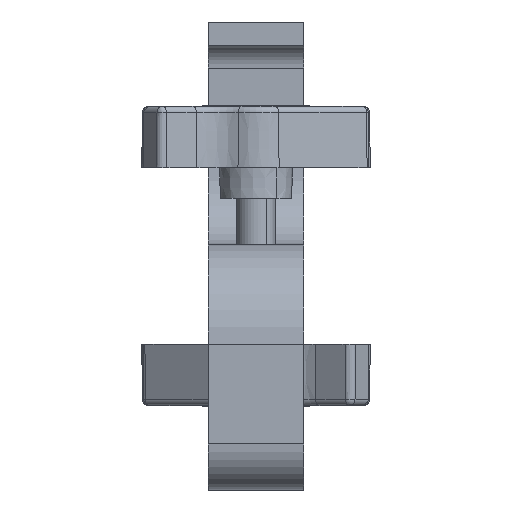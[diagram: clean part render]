
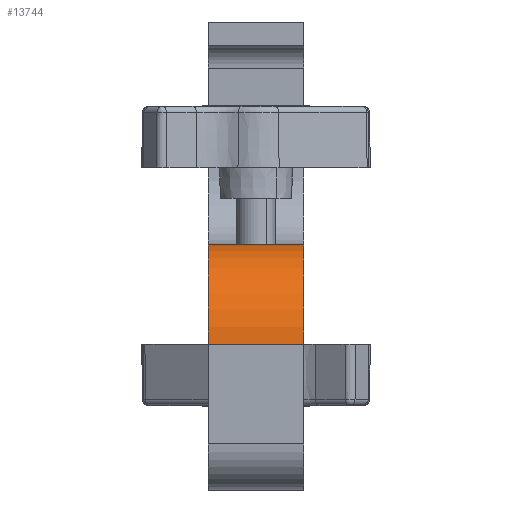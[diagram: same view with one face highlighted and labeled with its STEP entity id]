
A CAD part, front view. The second image highlights one B-rep face of the part: STEP entity #13744.
In plain terms, the highlighted cylindrical face has radius 26 mm (diameter 52 mm), a partial arc.
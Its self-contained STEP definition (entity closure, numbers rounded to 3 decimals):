
#542 = CARTESIAN_POINT ( 'NONE',  ( 12.5, -591., -84. ) ) ;
#827 = EDGE_CURVE ( 'NONE', #4370, #12905, #16117, .T. ) ;
#1433 = LINE ( 'NONE', #1998, #15013 ) ;
#1998 = CARTESIAN_POINT ( 'NONE',  ( 12.5, -591., -58. ) ) ;
#2269 = EDGE_CURVE ( 'NONE', #4370, #11374, #1433, .T. ) ;
#3394 = EDGE_LOOP ( 'NONE', ( #15643, #8125, #10683, #5030 ) ) ;
#4370 = VERTEX_POINT ( 'NONE', #10966 ) ;
#4809 = EDGE_CURVE ( 'NONE', #12905, #12114, #14953, .T. ) ;
#5030 = ORIENTED_EDGE ( 'NONE', *, *, #2269, .T. ) ;
#5342 = CARTESIAN_POINT ( 'NONE',  ( -12.5, -617., -84. ) ) ;
#5910 = CARTESIAN_POINT ( 'NONE',  ( 12.5, -591., -84. ) ) ;
#6549 = CARTESIAN_POINT ( 'NONE',  ( 12.5, -617., -84. ) ) ;
#6875 = CYLINDRICAL_SURFACE ( 'NONE', #7014, 26. ) ;
#6953 = DIRECTION ( 'NONE',  ( 1., 0., 0. ) ) ;
#7014 = AXIS2_PLACEMENT_3D ( 'NONE', #5910, #13496, #9644 ) ;
#7408 = CARTESIAN_POINT ( 'NONE',  ( 12.5, -617., -84. ) ) ;
#7960 = VECTOR ( 'NONE', #11542, 1000. ) ;
#8016 = DIRECTION ( 'NONE',  ( -1., 0., 0. ) ) ;
#8045 = CARTESIAN_POINT ( 'NONE',  ( -12.5, -591., -84. ) ) ;
#8125 = ORIENTED_EDGE ( 'NONE', *, *, #4809, .F. ) ;
#9442 = CIRCLE ( 'NONE', #15496, 26. ) ;
#9452 = DIRECTION ( 'NONE',  ( 0., 0., -1. ) ) ;
#9644 = DIRECTION ( 'NONE',  ( 0., 0., 1. ) ) ;
#10683 = ORIENTED_EDGE ( 'NONE', *, *, #827, .F. ) ;
#10966 = CARTESIAN_POINT ( 'NONE',  ( 12.5, -591., -58. ) ) ;
#11374 = VERTEX_POINT ( 'NONE', #12956 ) ;
#11542 = DIRECTION ( 'NONE',  ( -1., 0., 0. ) ) ;
#11681 = DIRECTION ( 'NONE',  ( 0., 0., -1. ) ) ;
#12091 = EDGE_CURVE ( 'NONE', #11374, #12114, #9442, .T. ) ;
#12114 = VERTEX_POINT ( 'NONE', #5342 ) ;
#12120 = FACE_OUTER_BOUND ( 'NONE', #3394, .T. ) ;
#12133 = AXIS2_PLACEMENT_3D ( 'NONE', #542, #14160, #11681 ) ;
#12905 = VERTEX_POINT ( 'NONE', #7408 ) ;
#12956 = CARTESIAN_POINT ( 'NONE',  ( -12.5, -591., -58. ) ) ;
#13496 = DIRECTION ( 'NONE',  ( -1., 0., 0. ) ) ;
#13744 = ADVANCED_FACE ( 'NONE', ( #12120 ), #6875, .T. ) ;
#14160 = DIRECTION ( 'NONE',  ( 1., 0., 0. ) ) ;
#14953 = LINE ( 'NONE', #6549, #7960 ) ;
#15013 = VECTOR ( 'NONE', #8016, 1000. ) ;
#15496 = AXIS2_PLACEMENT_3D ( 'NONE', #8045, #6953, #9452 ) ;
#15643 = ORIENTED_EDGE ( 'NONE', *, *, #12091, .T. ) ;
#16117 = CIRCLE ( 'NONE', #12133, 26. ) ;
